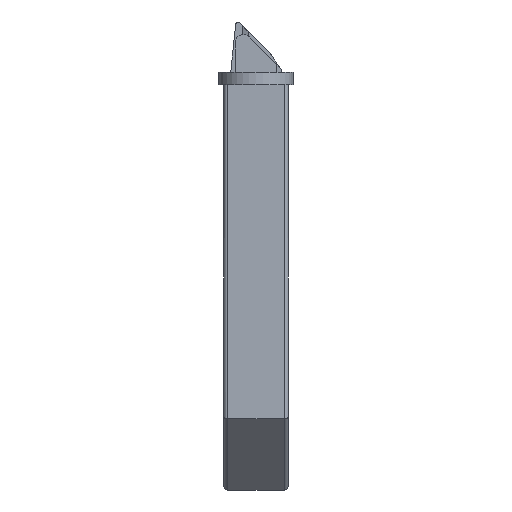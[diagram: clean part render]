
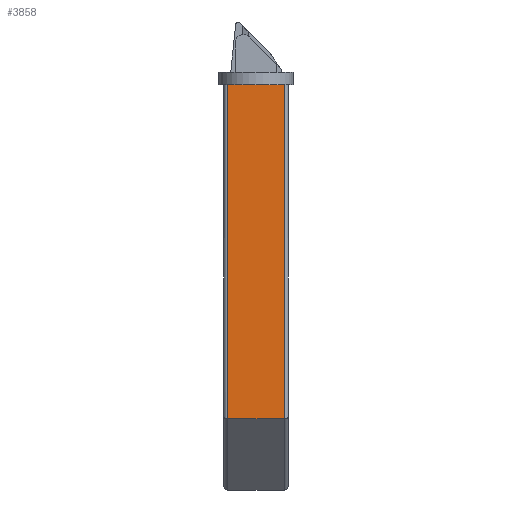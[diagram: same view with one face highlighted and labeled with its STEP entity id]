
A CAD part, front view. The second image highlights one B-rep face of the part: STEP entity #3858.
In plain terms, the highlighted planar face has unit normal (0, -1, 0).
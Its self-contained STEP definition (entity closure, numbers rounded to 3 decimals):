
#133 = CARTESIAN_POINT ( 'NONE',  ( -6.75, -108., -13. ) ) ;
#149 = VECTOR ( 'NONE', #842, 1000. ) ;
#513 = CARTESIAN_POINT ( 'NONE',  ( 7.75, -108., -13. ) ) ;
#842 = DIRECTION ( 'NONE',  ( -1., 0., 0. ) ) ;
#876 = AXIS2_PLACEMENT_3D ( 'NONE', #513, #5262, #2639 ) ;
#897 = VECTOR ( 'NONE', #5446, 1000. ) ;
#1104 = VERTEX_POINT ( 'NONE', #4199 ) ;
#1146 = DIRECTION ( 'NONE',  ( -1., 0., 0. ) ) ;
#1407 = EDGE_LOOP ( 'NONE', ( #3596, #3451, #3825, #5513 ) ) ;
#1611 = VERTEX_POINT ( 'NONE', #5340 ) ;
#1753 = EDGE_CURVE ( 'NONE', #1611, #6089, #4850, .T. ) ;
#2639 = DIRECTION ( 'NONE',  ( 0., 0., 1. ) ) ;
#3028 = VECTOR ( 'NONE', #6373, 1000. ) ;
#3237 = CARTESIAN_POINT ( 'NONE',  ( 7.75, -108., -13. ) ) ;
#3252 = EDGE_CURVE ( 'NONE', #1104, #1611, #6691, .T. ) ;
#3318 = CARTESIAN_POINT ( 'NONE',  ( -6.75, -108., -13. ) ) ;
#3451 = ORIENTED_EDGE ( 'NONE', *, *, #1753, .T. ) ;
#3593 = EDGE_CURVE ( 'NONE', #4327, #6089, #5931, .T. ) ;
#3596 = ORIENTED_EDGE ( 'NONE', *, *, #3252, .T. ) ;
#3825 = ORIENTED_EDGE ( 'NONE', *, *, #3593, .F. ) ;
#3858 = ADVANCED_FACE ( 'NONE', ( #6352 ), #5788, .F. ) ;
#4099 = CARTESIAN_POINT ( 'NONE',  ( 6.75, -108., -13. ) ) ;
#4199 = CARTESIAN_POINT ( 'NONE',  ( 6.75, -108., 67. ) ) ;
#4275 = VECTOR ( 'NONE', #1146, 1000. ) ;
#4327 = VERTEX_POINT ( 'NONE', #4099 ) ;
#4850 = LINE ( 'NONE', #133, #897 ) ;
#5262 = DIRECTION ( 'NONE',  ( 0., 1., 0. ) ) ;
#5340 = CARTESIAN_POINT ( 'NONE',  ( -6.75, -108., 67. ) ) ;
#5446 = DIRECTION ( 'NONE',  ( 0., 0., -1. ) ) ;
#5513 = ORIENTED_EDGE ( 'NONE', *, *, #6695, .T. ) ;
#5624 = CARTESIAN_POINT ( 'NONE',  ( 7.75, -108., 67. ) ) ;
#5788 = PLANE ( 'NONE',  #876 ) ;
#5931 = LINE ( 'NONE', #3237, #4275 ) ;
#6089 = VERTEX_POINT ( 'NONE', #3318 ) ;
#6268 = CARTESIAN_POINT ( 'NONE',  ( 6.75, -108., -13. ) ) ;
#6352 = FACE_OUTER_BOUND ( 'NONE', #1407, .T. ) ;
#6373 = DIRECTION ( 'NONE',  ( 0., 0., 1. ) ) ;
#6691 = LINE ( 'NONE', #5624, #149 ) ;
#6695 = EDGE_CURVE ( 'NONE', #4327, #1104, #6871, .T. ) ;
#6871 = LINE ( 'NONE', #6268, #3028 ) ;
